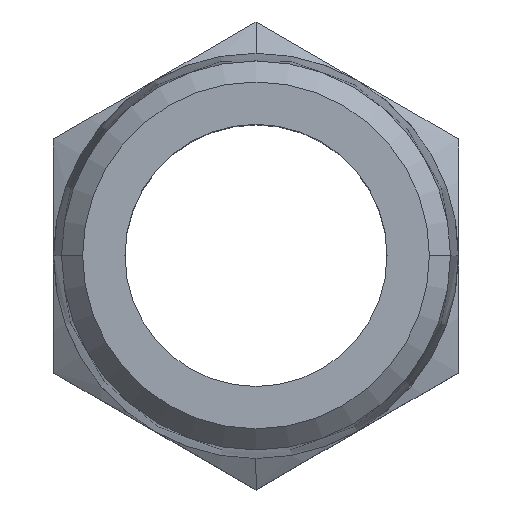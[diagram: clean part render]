
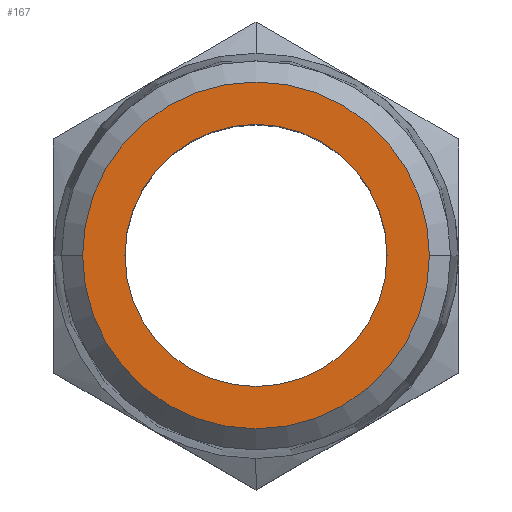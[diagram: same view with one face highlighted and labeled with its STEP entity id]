
A CAD part, top view. The second image highlights one B-rep face of the part: STEP entity #167.
In plain terms, the highlighted planar face has unit normal (0, 0, 1).
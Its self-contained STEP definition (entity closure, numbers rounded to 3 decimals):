
#167=ADVANCED_FACE('',(#348,#349),#350,.T.);
#348=FACE_OUTER_BOUND('',#544,.T.);
#349=FACE_BOUND('',#545,.T.);
#350=PLANE('',#546);
#544=EDGE_LOOP('',(#951,#952));
#545=EDGE_LOOP('',(#953,#954));
#546=AXIS2_PLACEMENT_3D('',#955,#956,#957);
#951=ORIENTED_EDGE('',*,*,#1261,.F.);
#952=ORIENTED_EDGE('',*,*,#1174,.F.);
#953=ORIENTED_EDGE('',*,*,#1171,.T.);
#954=ORIENTED_EDGE('',*,*,#1263,.T.);
#955=CARTESIAN_POINT('',(0.0,0.0,16.5));
#956=DIRECTION('',(0.0,0.0,1.0));
#957=DIRECTION('',(1.0,-0.0,0.0));
#1171=EDGE_CURVE('',#1401,#1403,#1405,.T.);
#1174=EDGE_CURVE('',#1407,#1410,#1411,.T.);
#1261=EDGE_CURVE('',#1410,#1407,#1530,.T.);
#1263=EDGE_CURVE('',#1403,#1401,#1532,.T.);
#1401=VERTEX_POINT('',#1690);
#1403=VERTEX_POINT('',#1693);
#1405=CIRCLE('',#1696,5.5);
#1407=VERTEX_POINT('',#1698);
#1410=VERTEX_POINT('',#1702);
#1411=CIRCLE('',#1703,7.276);
#1530=CIRCLE('',#2051,7.276);
#1532=CIRCLE('',#2053,5.5);
#1690=CARTESIAN_POINT('',(0.0,-5.5,16.5));
#1693=CARTESIAN_POINT('',(0.,5.5,16.5));
#1696=AXIS2_PLACEMENT_3D('',#2193,#2194,#2195);
#1698=CARTESIAN_POINT('',(7.276,0.,16.5));
#1702=CARTESIAN_POINT('',(-7.276,0.0,16.5));
#1703=AXIS2_PLACEMENT_3D('',#2197,#2198,#2199);
#2051=AXIS2_PLACEMENT_3D('',#2279,#2280,#2281);
#2053=AXIS2_PLACEMENT_3D('',#2282,#2283,#2284);
#2193=CARTESIAN_POINT('',(0.0,0.0,16.5));
#2194=DIRECTION('',(0.0,0.0,-1.0));
#2195=DIRECTION('',(0.0,1.0,0.0));
#2197=CARTESIAN_POINT('',(0.0,0.0,16.5));
#2198=DIRECTION('',(0.0,0.0,-1.0));
#2199=DIRECTION('',(1.0,0.0,0.0));
#2279=CARTESIAN_POINT('',(0.0,0.0,16.5));
#2280=DIRECTION('',(0.0,0.0,-1.0));
#2281=DIRECTION('',(1.0,0.0,0.0));
#2282=CARTESIAN_POINT('',(0.0,0.0,16.5));
#2283=DIRECTION('',(0.0,0.0,-1.0));
#2284=DIRECTION('',(0.0,1.0,0.0));
